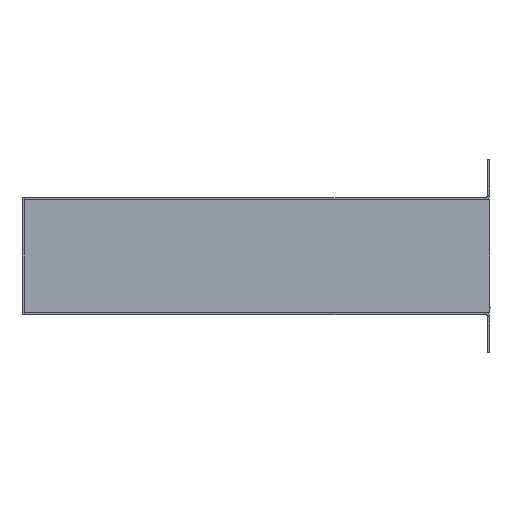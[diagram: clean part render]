
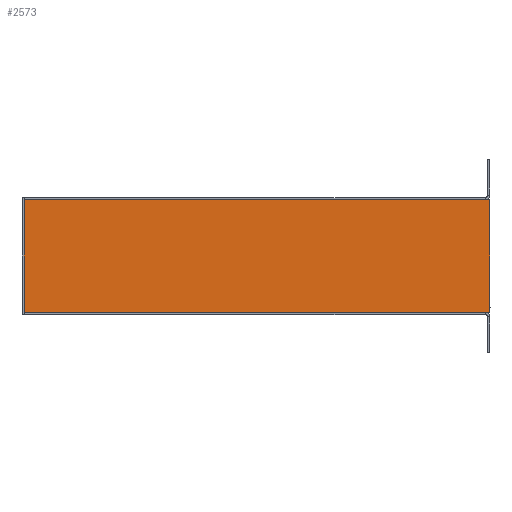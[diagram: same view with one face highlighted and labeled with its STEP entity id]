
A CAD part, left-side view. The second image highlights one B-rep face of the part: STEP entity #2573.
In plain terms, the highlighted face is planar.
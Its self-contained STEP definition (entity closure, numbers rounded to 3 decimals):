
#238 = VERTEX_POINT ( 'NONE', #1565 ) ;
#341 = LINE ( 'NONE', #4246, #1280 ) ;
#465 = DIRECTION ( 'NONE',  ( -1., 0., 0. ) ) ;
#542 = VECTOR ( 'NONE', #465, 1000. ) ;
#634 = VERTEX_POINT ( 'NONE', #1344 ) ;
#689 = LINE ( 'NONE', #2523, #3527 ) ;
#871 = VERTEX_POINT ( 'NONE', #3953 ) ;
#1074 = DIRECTION ( 'NONE',  ( 0., -1., 0. ) ) ;
#1085 = CARTESIAN_POINT ( 'NONE',  ( 72., 597., -3. ) ) ;
#1203 = DIRECTION ( 'NONE',  ( 0., 0., -1. ) ) ;
#1280 = VECTOR ( 'NONE', #1074, 1000. ) ;
#1344 = CARTESIAN_POINT ( 'NONE',  ( -72., 597., -3. ) ) ;
#1421 = AXIS2_PLACEMENT_3D ( 'NONE', #1523, #1203, #2915 ) ;
#1523 = CARTESIAN_POINT ( 'NONE',  ( 0., 0., -3. ) ) ;
#1545 = FACE_OUTER_BOUND ( 'NONE', #3942, .T. ) ;
#1565 = CARTESIAN_POINT ( 'NONE',  ( -72., 0., -3. ) ) ;
#1740 = DIRECTION ( 'NONE',  ( 1., 0., 0. ) ) ;
#2070 = VERTEX_POINT ( 'NONE', #1085 ) ;
#2160 = ORIENTED_EDGE ( 'NONE', *, *, #2320, .F. ) ;
#2180 = DIRECTION ( 'NONE',  ( 0., 1., 0. ) ) ;
#2305 = ORIENTED_EDGE ( 'NONE', *, *, #4368, .F. ) ;
#2320 = EDGE_CURVE ( 'NONE', #634, #238, #341, .T. ) ;
#2523 = CARTESIAN_POINT ( 'NONE',  ( -72., 0., -3. ) ) ;
#2573 = ADVANCED_FACE ( 'NONE', ( #1545 ), #3269, .T. ) ;
#2915 = DIRECTION ( 'NONE',  ( -1., 0., 0. ) ) ;
#2977 = LINE ( 'NONE', #4008, #542 ) ;
#3016 = ORIENTED_EDGE ( 'NONE', *, *, #3165, .F. ) ;
#3123 = ORIENTED_EDGE ( 'NONE', *, *, #4337, .F. ) ;
#3154 = LINE ( 'NONE', #3199, #3823 ) ;
#3165 = EDGE_CURVE ( 'NONE', #2070, #634, #2977, .T. ) ;
#3199 = CARTESIAN_POINT ( 'NONE',  ( 72., 0., -3. ) ) ;
#3269 = PLANE ( 'NONE',  #1421 ) ;
#3527 = VECTOR ( 'NONE', #1740, 1000. ) ;
#3823 = VECTOR ( 'NONE', #2180, 1000. ) ;
#3942 = EDGE_LOOP ( 'NONE', ( #2160, #3016, #3123, #2305 ) ) ;
#3953 = CARTESIAN_POINT ( 'NONE',  ( 72., 0., -3. ) ) ;
#4008 = CARTESIAN_POINT ( 'NONE',  ( -72., 597., -3. ) ) ;
#4246 = CARTESIAN_POINT ( 'NONE',  ( -72., 0., -3. ) ) ;
#4337 = EDGE_CURVE ( 'NONE', #871, #2070, #3154, .T. ) ;
#4368 = EDGE_CURVE ( 'NONE', #238, #871, #689, .T. ) ;
